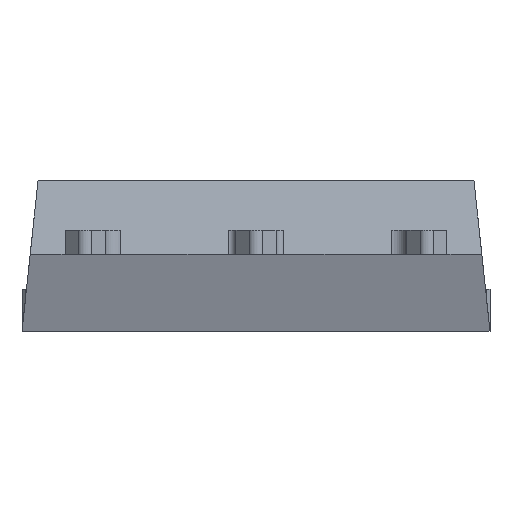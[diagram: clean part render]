
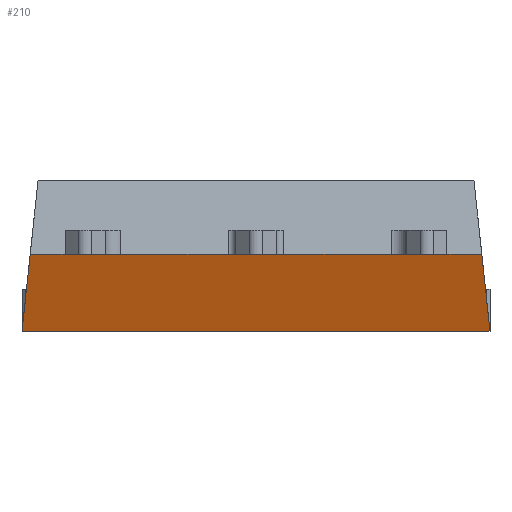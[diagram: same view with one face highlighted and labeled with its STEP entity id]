
A CAD part, front view. The second image highlights one B-rep face of the part: STEP entity #210.
In plain terms, the highlighted planar face has unit normal (0, -0.95, -0.313).
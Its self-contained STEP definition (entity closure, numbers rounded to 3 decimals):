
#5 = VERTEX_POINT ( 'NONE', #493 ) ;
#7 = ORIENTED_EDGE ( 'NONE', *, *, #9, .F. ) ;
#9 = EDGE_CURVE ( 'NONE', #176, #5, #471, .T. ) ;
#10 = ORIENTED_EDGE ( 'NONE', *, *, #12, .F. ) ;
#12 = EDGE_CURVE ( 'NONE', #5, #148, #528, .T. ) ;
#14 = ORIENTED_EDGE ( 'NONE', *, *, #15, .F. ) ;
#15 = EDGE_CURVE ( 'NONE', #148, #147, #524, .T. ) ;
#100 = VERTEX_POINT ( 'NONE', #644 ) ;
#137 = EDGE_CURVE ( 'NONE', #100, #176, #759, .T. ) ;
#145 = ORIENTED_EDGE ( 'NONE', *, *, #146, .F. ) ;
#146 = EDGE_CURVE ( 'NONE', #147, #203, #778, .T. ) ;
#147 = VERTEX_POINT ( 'NONE', #774 ) ;
#148 = VERTEX_POINT ( 'NONE', #773 ) ;
#176 = VERTEX_POINT ( 'NONE', #879 ) ;
#192 = ORIENTED_EDGE ( 'NONE', *, *, #193, .T. ) ;
#193 = EDGE_CURVE ( 'NONE', #215, #194, #858, .T. ) ;
#194 = VERTEX_POINT ( 'NONE', #854 ) ;
#195 = ORIENTED_EDGE ( 'NONE', *, *, #196, .T. ) ;
#196 = EDGE_CURVE ( 'NONE', #194, #197, #853, .T. ) ;
#197 = VERTEX_POINT ( 'NONE', #915 ) ;
#198 = ORIENTED_EDGE ( 'NONE', *, *, #199, .T. ) ;
#199 = EDGE_CURVE ( 'NONE', #197, #200, #914, .T. ) ;
#200 = VERTEX_POINT ( 'NONE', #910 ) ;
#201 = ORIENTED_EDGE ( 'NONE', *, *, #202, .T. ) ;
#202 = EDGE_CURVE ( 'NONE', #200, #203, #909, .T. ) ;
#203 = VERTEX_POINT ( 'NONE', #905 ) ;
#210 = ADVANCED_FACE ( 'NONE', ( #895 ), #938, .F. ) ;
#211 = EDGE_LOOP ( 'NONE', ( #212, #213, #192, #195, #198, #201, #145, #14, #10, #7 ) ) ;
#212 = ORIENTED_EDGE ( 'NONE', *, *, #137, .F. ) ;
#213 = ORIENTED_EDGE ( 'NONE', *, *, #214, .T. ) ;
#214 = EDGE_CURVE ( 'NONE', #100, #215, #933, .T. ) ;
#215 = VERTEX_POINT ( 'NONE', #929 ) ;
#468 = DIRECTION ( 'NONE',  ( 0.101, -0.311, 0.945 ) ) ;
#469 = VECTOR ( 'NONE', #468, 1000. ) ;
#470 = CARTESIAN_POINT ( 'NONE',  ( -7.337, 19.48, 2.475 ) ) ;
#471 = LINE ( 'NONE', #470, #469 ) ;
#493 = CARTESIAN_POINT ( 'NONE',  ( -7.334, 19.472, 2.5 ) ) ;
#521 = DIRECTION ( 'NONE',  ( 1., 0., 0. ) ) ;
#522 = VECTOR ( 'NONE', #521, 1000. ) ;
#523 = CARTESIAN_POINT ( 'NONE',  ( -7.6, 19.472, 2.5 ) ) ;
#524 = LINE ( 'NONE', #523, #522 ) ;
#525 = DIRECTION ( 'NONE',  ( 1., 0., 0. ) ) ;
#526 = VECTOR ( 'NONE', #525, 1000. ) ;
#527 = CARTESIAN_POINT ( 'NONE',  ( -7.6, 19.472, 2.5 ) ) ;
#528 = LINE ( 'NONE', #527, #526 ) ;
#644 = CARTESIAN_POINT ( 'NONE',  ( 7.6, 20.296, 0. ) ) ;
#756 = DIRECTION ( 'NONE',  ( -1., 0., 0. ) ) ;
#757 = VECTOR ( 'NONE', #756, 1000. ) ;
#758 = CARTESIAN_POINT ( 'NONE',  ( 7.6, 20.296, 0. ) ) ;
#759 = LINE ( 'NONE', #758, #757 ) ;
#773 = CARTESIAN_POINT ( 'NONE',  ( -6.2, 19.472, 2.5 ) ) ;
#774 = CARTESIAN_POINT ( 'NONE',  ( -4.4, 19.472, 2.5 ) ) ;
#775 = DIRECTION ( 'NONE',  ( 1., 0., 0. ) ) ;
#776 = VECTOR ( 'NONE', #775, 1000. ) ;
#777 = CARTESIAN_POINT ( 'NONE',  ( -7.6, 19.472, 2.5 ) ) ;
#778 = LINE ( 'NONE', #777, #776 ) ;
#852 = CARTESIAN_POINT ( 'NONE',  ( 7.6, 19.472, 2.5 ) ) ;
#853 = LINE ( 'NONE', #852, #917 ) ;
#854 = CARTESIAN_POINT ( 'NONE',  ( 6.2, 19.472, 2.5 ) ) ;
#855 = DIRECTION ( 'NONE',  ( -1., 0., 0. ) ) ;
#856 = VECTOR ( 'NONE', #855, 1000. ) ;
#857 = CARTESIAN_POINT ( 'NONE',  ( 7.6, 19.472, 2.5 ) ) ;
#858 = LINE ( 'NONE', #857, #856 ) ;
#879 = CARTESIAN_POINT ( 'NONE',  ( -7.6, 20.296, 0. ) ) ;
#895 = FACE_OUTER_BOUND ( 'NONE', #211, .T. ) ;
#905 = CARTESIAN_POINT ( 'NONE',  ( -0.9, 19.472, 2.5 ) ) ;
#906 = DIRECTION ( 'NONE',  ( -1., 0., 0. ) ) ;
#907 = VECTOR ( 'NONE', #906, 1000. ) ;
#908 = CARTESIAN_POINT ( 'NONE',  ( 7.6, 19.472, 2.5 ) ) ;
#909 = LINE ( 'NONE', #908, #907 ) ;
#910 = CARTESIAN_POINT ( 'NONE',  ( 0.9, 19.472, 2.5 ) ) ;
#911 = DIRECTION ( 'NONE',  ( -1., 0., 0. ) ) ;
#912 = VECTOR ( 'NONE', #911, 1000. ) ;
#913 = CARTESIAN_POINT ( 'NONE',  ( 7.6, 19.472, 2.5 ) ) ;
#914 = LINE ( 'NONE', #913, #912 ) ;
#915 = CARTESIAN_POINT ( 'NONE',  ( 4.4, 19.472, 2.5 ) ) ;
#916 = DIRECTION ( 'NONE',  ( -1., 0., 0. ) ) ;
#917 = VECTOR ( 'NONE', #916, 1000. ) ;
#929 = CARTESIAN_POINT ( 'NONE',  ( 7.334, 19.472, 2.5 ) ) ;
#930 = DIRECTION ( 'NONE',  ( -0.101, -0.311, 0.945 ) ) ;
#931 = VECTOR ( 'NONE', #930, 1000. ) ;
#932 = CARTESIAN_POINT ( 'NONE',  ( 7.337, 19.48, 2.475 ) ) ;
#933 = LINE ( 'NONE', #932, #931 ) ;
#934 = DIRECTION ( 'NONE',  ( 0., -0.313, 0.95 ) ) ;
#935 = DIRECTION ( 'NONE',  ( 0., 0.95, 0.313 ) ) ;
#936 = CARTESIAN_POINT ( 'NONE',  ( 7.6, 19.472, 2.5 ) ) ;
#937 = AXIS2_PLACEMENT_3D ( 'NONE', #936, #935, #934 ) ;
#938 = PLANE ( 'NONE',  #937 ) ;
